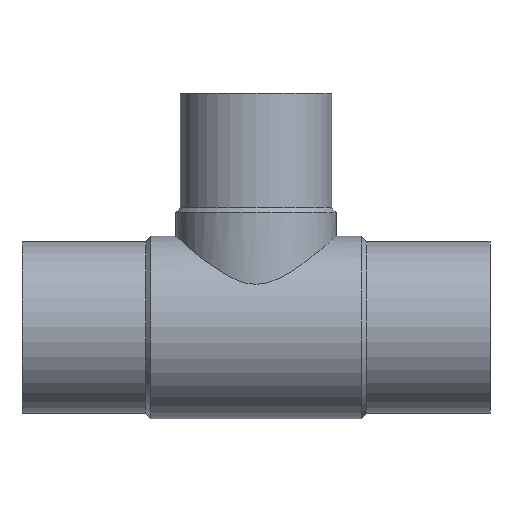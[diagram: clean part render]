
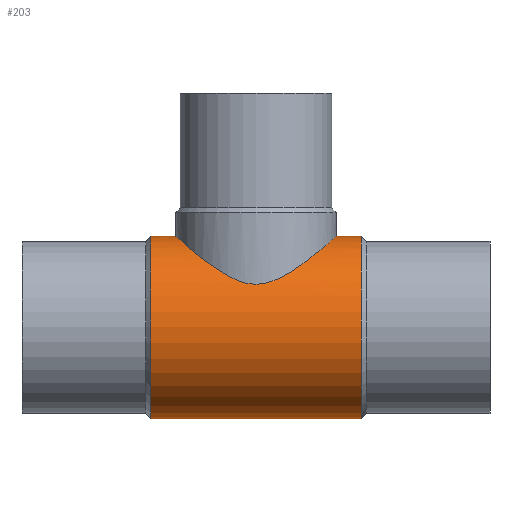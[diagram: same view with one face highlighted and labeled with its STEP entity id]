
A CAD part, top view. The second image highlights one B-rep face of the part: STEP entity #203.
In plain terms, the highlighted cylindrical face has radius 66.2 mm (diameter 132.4 mm), a partial arc.
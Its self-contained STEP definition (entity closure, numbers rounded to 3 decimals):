
#133 = VERTEX_POINT( '', #361 );
#139 = VERTEX_POINT( '', #369 );
#153 = VERTEX_POINT( '', #386 );
#155 = EDGE_CURVE( '', #337, #139, #388, .T. );
#203 = ADVANCED_FACE( '', ( #444 ), #445, .T. );
#225 = EDGE_CURVE( '', #133, #153, #469, .T. );
#243 = EDGE_CURVE( '', #313, #291, #489, .T. );
#269 = EDGE_CURVE( '', #313, #337, #517, .T. );
#287 = EDGE_CURVE( '', #139, #133, #535, .T. );
#291 = VERTEX_POINT( '', #541 );
#305 = EDGE_CURVE( '', #153, #291, #555, .T. );
#313 = VERTEX_POINT( '', #563 );
#337 = VERTEX_POINT( '', #590 );
#361 = CARTESIAN_POINT( '', ( -111.7, 66.2, 0. ) );
#369 = CARTESIAN_POINT( '', ( -93.7, 66.2, 0. ) );
#386 = CARTESIAN_POINT( '', ( -228.3, 66.2, 0. ) );
#388 = CIRCLE( '', #634, 66.2 );
#444 = FACE_OUTER_BOUND( '', #705, .T. );
#445 = CYLINDRICAL_SURFACE( '', #706, 66.2 );
#469 = B_SPLINE_CURVE_WITH_KNOTS( '', 3, ( #736, #737, #738, #739, #740, #741, #742, #743, #744, #745, #746, #747, #748, #749, #750, #751, #752, #753, #754, #755, #756, #757, #758, #759, #760, #761, #762, #763, #764, #765, #766, #767, #768, #769, #770, #771, #772, #773, #774, #775, #776, #777, #778, #779, #780, #781, #782, #783, #784, #785, #786, #787, #788, #789, #790, #791, #792, #793, #794, #795, #796, #797, #798, #799, #800, #801 ), .UNSPECIFIED., .F., .F., ( 4, 2, 2, 2, 2, 2, 2, 2, 2, 2, 2, 2, 2, 2, 2, 2, 2, 2, 2, 2, 2, 2, 2, 2, 2, 2, 2, 2, 2, 2, 2, 2, 4 ), ( 97.013, 102.887, 108.761, 114.635, 120.509, 126.383, 132.257, 138.131, 144.005, 150.257, 156.51, 162.763, 169.015, 175.268, 181.52, 187.773, 194.026, 200.278, 206.531, 212.783, 219.036, 225.289, 231.541, 237.794, 244.046, 249.92, 255.794, 261.668, 267.542, 273.416, 279.29, 285.164, 291.038 ), .UNSPECIFIED. );
#489 = CIRCLE( '', #859, 66.2 );
#517 = LINE( '', #964, #965 );
#535 = LINE( '', #989, #990 );
#541 = CARTESIAN_POINT( '', ( -246.3, 66.2, 0. ) );
#555 = LINE( '', #1018, #1019 );
#563 = CARTESIAN_POINT( '', ( -246.3, -66.2, 0. ) );
#590 = CARTESIAN_POINT( '', ( -93.7, -66.2, 0. ) );
#634 = AXIS2_PLACEMENT_3D( '', #1221, #1222, #1223 );
#705 = EDGE_LOOP( '', ( #1315, #1316, #1317, #1318, #1319, #1320 ) );
#706 = AXIS2_PLACEMENT_3D( '', #1321, #1322, #1323 );
#736 = CARTESIAN_POINT( '', ( -111.7, 66.2, 0. ) );
#737 = CARTESIAN_POINT( '', ( -111.7, 66.2, 1.958 ) );
#738 = CARTESIAN_POINT( '', ( -111.799, 66.113, 3.931 ) );
#739 = CARTESIAN_POINT( '', ( -112.2, 65.76, 7.869 ) );
#740 = CARTESIAN_POINT( '', ( -112.501, 65.495, 9.833 ) );
#741 = CARTESIAN_POINT( '', ( -113.302, 64.794, 13.716 ) );
#742 = CARTESIAN_POINT( '', ( -113.801, 64.357, 15.634 ) );
#743 = CARTESIAN_POINT( '', ( -114.984, 63.326, 19.392 ) );
#744 = CARTESIAN_POINT( '', ( -115.669, 62.732, 21.231 ) );
#745 = CARTESIAN_POINT( '', ( -117.202, 61.409, 24.8 ) );
#746 = CARTESIAN_POINT( '', ( -118.052, 60.679, 26.532 ) );
#747 = CARTESIAN_POINT( '', ( -119.895, 59.109, 29.866 ) );
#748 = CARTESIAN_POINT( '', ( -120.888, 58.269, 31.469 ) );
#749 = CARTESIAN_POINT( '', ( -122.986, 56.511, 34.526 ) );
#750 = CARTESIAN_POINT( '', ( -124.092, 55.594, 35.98 ) );
#751 = CARTESIAN_POINT( '', ( -126.383, 53.717, 38.726 ) );
#752 = CARTESIAN_POINT( '', ( -127.569, 52.758, 40.018 ) );
#753 = CARTESIAN_POINT( '', ( -130.06, 50.775, 42.509 ) );
#754 = CARTESIAN_POINT( '', ( -131.417, 49.713, 43.745 ) );
#755 = CARTESIAN_POINT( '', ( -134.261, 47.539, 46.098 ) );
#756 = CARTESIAN_POINT( '', ( -135.747, 46.429, 47.213 ) );
#757 = CARTESIAN_POINT( '', ( -138.831, 44.203, 49.304 ) );
#758 = CARTESIAN_POINT( '', ( -140.429, 43.087, 50.279 ) );
#759 = CARTESIAN_POINT( '', ( -143.721, 40.898, 52.075 ) );
#760 = CARTESIAN_POINT( '', ( -145.415, 39.825, 52.897 ) );
#761 = CARTESIAN_POINT( '', ( -148.888, 37.779, 54.376 ) );
#762 = CARTESIAN_POINT( '', ( -150.666, 36.808, 55.034 ) );
#763 = CARTESIAN_POINT( '', ( -154.302, 35.035, 56.179 ) );
#764 = CARTESIAN_POINT( '', ( -156.16, 34.233, 56.667 ) );
#765 = CARTESIAN_POINT( '', ( -159.961, 32.881, 57.462 ) );
#766 = CARTESIAN_POINT( '', ( -161.904, 32.331, 57.77 ) );
#767 = CARTESIAN_POINT( '', ( -165.881, 31.571, 58.189 ) );
#768 = CARTESIAN_POINT( '', ( -167.916, 31.362, 58.3 ) );
#769 = CARTESIAN_POINT( '', ( -172.084, 31.362, 58.3 ) );
#770 = CARTESIAN_POINT( '', ( -174.119, 31.571, 58.189 ) );
#771 = CARTESIAN_POINT( '', ( -178.096, 32.331, 57.77 ) );
#772 = CARTESIAN_POINT( '', ( -180.039, 32.881, 57.462 ) );
#773 = CARTESIAN_POINT( '', ( -183.84, 34.233, 56.667 ) );
#774 = CARTESIAN_POINT( '', ( -185.698, 35.035, 56.179 ) );
#775 = CARTESIAN_POINT( '', ( -189.334, 36.808, 55.034 ) );
#776 = CARTESIAN_POINT( '', ( -191.112, 37.779, 54.376 ) );
#777 = CARTESIAN_POINT( '', ( -194.585, 39.825, 52.897 ) );
#778 = CARTESIAN_POINT( '', ( -196.279, 40.898, 52.075 ) );
#779 = CARTESIAN_POINT( '', ( -199.571, 43.087, 50.279 ) );
#780 = CARTESIAN_POINT( '', ( -201.169, 44.203, 49.304 ) );
#781 = CARTESIAN_POINT( '', ( -204.253, 46.429, 47.213 ) );
#782 = CARTESIAN_POINT( '', ( -205.739, 47.539, 46.098 ) );
#783 = CARTESIAN_POINT( '', ( -208.583, 49.713, 43.745 ) );
#784 = CARTESIAN_POINT( '', ( -209.94, 50.775, 42.509 ) );
#785 = CARTESIAN_POINT( '', ( -212.431, 52.758, 40.018 ) );
#786 = CARTESIAN_POINT( '', ( -213.617, 53.717, 38.726 ) );
#787 = CARTESIAN_POINT( '', ( -215.908, 55.594, 35.98 ) );
#788 = CARTESIAN_POINT( '', ( -217.014, 56.511, 34.526 ) );
#789 = CARTESIAN_POINT( '', ( -219.112, 58.269, 31.469 ) );
#790 = CARTESIAN_POINT( '', ( -220.105, 59.109, 29.866 ) );
#791 = CARTESIAN_POINT( '', ( -221.948, 60.679, 26.532 ) );
#792 = CARTESIAN_POINT( '', ( -222.798, 61.409, 24.8 ) );
#793 = CARTESIAN_POINT( '', ( -224.331, 62.732, 21.231 ) );
#794 = CARTESIAN_POINT( '', ( -225.016, 63.326, 19.392 ) );
#795 = CARTESIAN_POINT( '', ( -226.199, 64.357, 15.634 ) );
#796 = CARTESIAN_POINT( '', ( -226.698, 64.794, 13.716 ) );
#797 = CARTESIAN_POINT( '', ( -227.499, 65.495, 9.833 ) );
#798 = CARTESIAN_POINT( '', ( -227.8, 65.76, 7.869 ) );
#799 = CARTESIAN_POINT( '', ( -228.201, 66.113, 3.931 ) );
#800 = CARTESIAN_POINT( '', ( -228.3, 66.2, 1.958 ) );
#801 = CARTESIAN_POINT( '', ( -228.3, 66.2, 0. ) );
#859 = AXIS2_PLACEMENT_3D( '', #1362, #1363, #1364 );
#964 = CARTESIAN_POINT( '', ( -170., -66.2, 0. ) );
#965 = VECTOR( '', #1394, 1. );
#989 = CARTESIAN_POINT( '', ( -170., 66.2, 0. ) );
#990 = VECTOR( '', #1405, 1. );
#1018 = CARTESIAN_POINT( '', ( -170., 66.2, 0. ) );
#1019 = VECTOR( '', #1423, 1. );
#1221 = CARTESIAN_POINT( '', ( -93.7, 0., 0. ) );
#1222 = DIRECTION( '', ( -1., 0., 0. ) );
#1223 = DIRECTION( '', ( 0., 1., 0. ) );
#1315 = ORIENTED_EDGE( '', *, *, #287, .T. );
#1316 = ORIENTED_EDGE( '', *, *, #225, .T. );
#1317 = ORIENTED_EDGE( '', *, *, #305, .T. );
#1318 = ORIENTED_EDGE( '', *, *, #243, .F. );
#1319 = ORIENTED_EDGE( '', *, *, #269, .T. );
#1320 = ORIENTED_EDGE( '', *, *, #155, .T. );
#1321 = CARTESIAN_POINT( '', ( -170., 0., 0. ) );
#1322 = DIRECTION( '', ( 1., 0., 0. ) );
#1323 = DIRECTION( '', ( 0., 1., 0. ) );
#1362 = CARTESIAN_POINT( '', ( -246.3, 0., 0. ) );
#1363 = DIRECTION( '', ( -1., 0., 0. ) );
#1364 = DIRECTION( '', ( 0., 1., 0. ) );
#1394 = DIRECTION( '', ( 1., 0., 0. ) );
#1405 = DIRECTION( '', ( -1., 0., 0. ) );
#1423 = DIRECTION( '', ( -1., 0., 0. ) );
